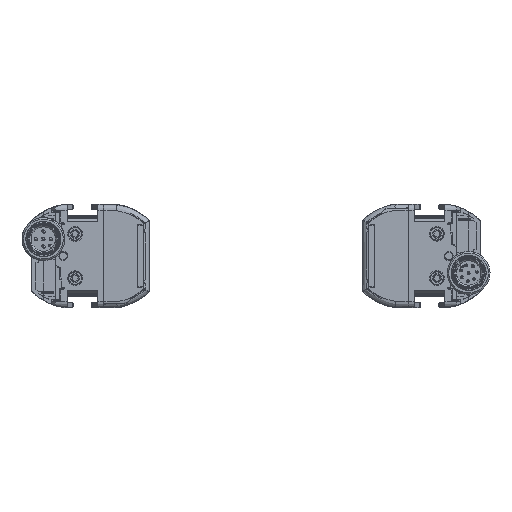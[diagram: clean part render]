
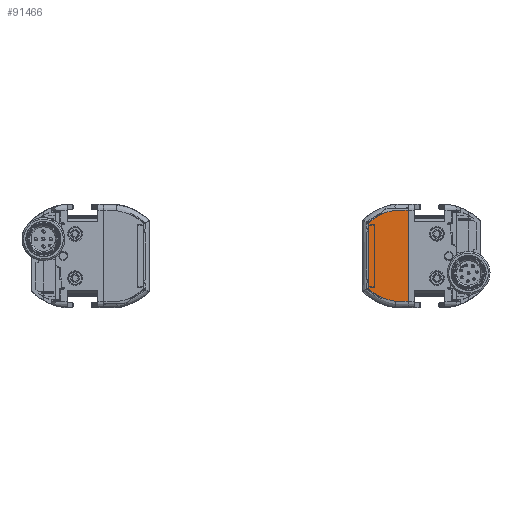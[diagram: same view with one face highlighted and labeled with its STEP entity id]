
A CAD part, front view. The second image highlights one B-rep face of the part: STEP entity #91466.
In plain terms, the highlighted planar face has unit normal (0, -1, 0).
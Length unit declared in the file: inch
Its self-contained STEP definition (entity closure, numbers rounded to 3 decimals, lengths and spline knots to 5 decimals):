
#418 = CARTESIAN_POINT ( 'NONE',  ( 1.8604, -19.17323, -0.60719 ) ) ;
#2355 = PLANE ( 'NONE',  #15247 ) ;
#6033 = CARTESIAN_POINT ( 'NONE',  ( 2.03207, -19.17323, -0.21546 ) ) ;
#6115 = CIRCLE ( 'NONE', #31909, 0.70789 ) ;
#8234 = EDGE_CURVE ( 'NONE', #27974, #17385, #9075, .T. ) ;
#9075 = LINE ( 'NONE', #56590, #100204 ) ;
#10165 = CIRCLE ( 'NONE', #29366, 0.70789 ) ;
#12442 = LINE ( 'NONE', #36729, #37327 ) ;
#15247 = AXIS2_PLACEMENT_3D ( 'NONE', #35273, #50383, #42302 ) ;
#15327 = DIRECTION ( 'NONE',  ( 0., -1., 0. ) ) ;
#16249 = DIRECTION ( 'NONE',  ( 0., 0., -1. ) ) ;
#17340 = VERTEX_POINT ( 'NONE', #27523 ) ;
#17385 = VERTEX_POINT ( 'NONE', #68548 ) ;
#17861 = CARTESIAN_POINT ( 'NONE',  ( 1.5, -19.17323, -0.46939 ) ) ;
#25232 = ORIENTED_EDGE ( 'NONE', *, *, #73576, .T. ) ;
#27523 = CARTESIAN_POINT ( 'NONE',  ( 1.5, -19.17323, 0.44146 ) ) ;
#27974 = VERTEX_POINT ( 'NONE', #418 ) ;
#29366 = AXIS2_PLACEMENT_3D ( 'NONE', #71997, #15327, #72537 ) ;
#31909 = AXIS2_PLACEMENT_3D ( 'NONE', #89786, #41687, #90310 ) ;
#35273 = CARTESIAN_POINT ( 'NONE',  ( 2.00787, -19.17323, -0.21546 ) ) ;
#36729 = CARTESIAN_POINT ( 'NONE',  ( 1.85433, -19.17323, 0.61328 ) ) ;
#37327 = VECTOR ( 'NONE', #54505, 39.37008 ) ;
#37805 = VECTOR ( 'NONE', #16249, 39.37008 ) ;
#37865 = EDGE_CURVE ( 'NONE', #96271, #17385, #90208, .T. ) ;
#38761 = ORIENTED_EDGE ( 'NONE', *, *, #67315, .T. ) ;
#40581 = LINE ( 'NONE', #17861, #82944 ) ;
#41687 = DIRECTION ( 'NONE',  ( 0., -1., 0. ) ) ;
#41926 = ORIENTED_EDGE ( 'NONE', *, *, #53676, .T. ) ;
#42302 = DIRECTION ( 'NONE',  ( 1., 0., 0. ) ) ;
#44707 = CARTESIAN_POINT ( 'NONE',  ( 2.03207, -19.17323, 0.61328 ) ) ;
#49738 = ORIENTED_EDGE ( 'NONE', *, *, #59552, .T. ) ;
#50383 = DIRECTION ( 'NONE',  ( 0., 1., 0. ) ) ;
#53676 = EDGE_CURVE ( 'NONE', #96271, #66081, #12442, .T. ) ;
#54505 = DIRECTION ( 'NONE',  ( -1., 0., 0. ) ) ;
#56590 = CARTESIAN_POINT ( 'NONE',  ( 2.03207, -19.17323, -0.60719 ) ) ;
#59552 = EDGE_CURVE ( 'NONE', #82921, #27974, #6115, .T. ) ;
#63301 = CARTESIAN_POINT ( 'NONE',  ( 1.8604, -19.17323, 0.61328 ) ) ;
#66081 = VERTEX_POINT ( 'NONE', #63301 ) ;
#66287 = DIRECTION ( 'NONE',  ( 1., 0., 0. ) ) ;
#67315 = EDGE_CURVE ( 'NONE', #17340, #82921, #40581, .T. ) ;
#68195 = FACE_OUTER_BOUND ( 'NONE', #77498, .T. ) ;
#68548 = CARTESIAN_POINT ( 'NONE',  ( 2.03207, -19.17323, -0.60719 ) ) ;
#71997 = CARTESIAN_POINT ( 'NONE',  ( 1.97247, -19.17323, -0.08568 ) ) ;
#72355 = ORIENTED_EDGE ( 'NONE', *, *, #37865, .F. ) ;
#72537 = DIRECTION ( 'NONE',  ( -0.158, 0., 0.987 ) ) ;
#73576 = EDGE_CURVE ( 'NONE', #66081, #17340, #10165, .T. ) ;
#75072 = DIRECTION ( 'NONE',  ( 0., 0., -1. ) ) ;
#75178 = ORIENTED_EDGE ( 'NONE', *, *, #8234, .T. ) ;
#77498 = EDGE_LOOP ( 'NONE', ( #25232, #38761, #49738, #75178, #72355, #41926 ) ) ;
#82921 = VERTEX_POINT ( 'NONE', #88569 ) ;
#82944 = VECTOR ( 'NONE', #75072, 39.37008 ) ;
#88569 = CARTESIAN_POINT ( 'NONE',  ( 1.5, -19.17323, -0.43537 ) ) ;
#89786 = CARTESIAN_POINT ( 'NONE',  ( 1.97247, -19.17323, 0.09177 ) ) ;
#90208 = LINE ( 'NONE', #6033, #37805 ) ;
#90310 = DIRECTION ( 'NONE',  ( -0.667, 0., -0.745 ) ) ;
#91466 = ADVANCED_FACE ( 'NONE', ( #68195 ), #2355, .F. ) ;
#96271 = VERTEX_POINT ( 'NONE', #44707 ) ;
#100204 = VECTOR ( 'NONE', #66287, 39.37008 ) ;
